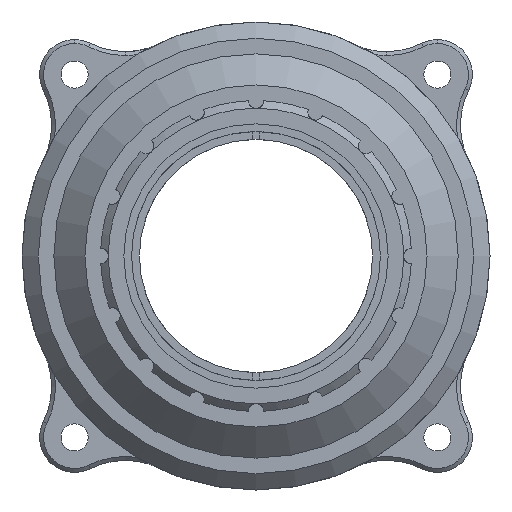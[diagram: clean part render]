
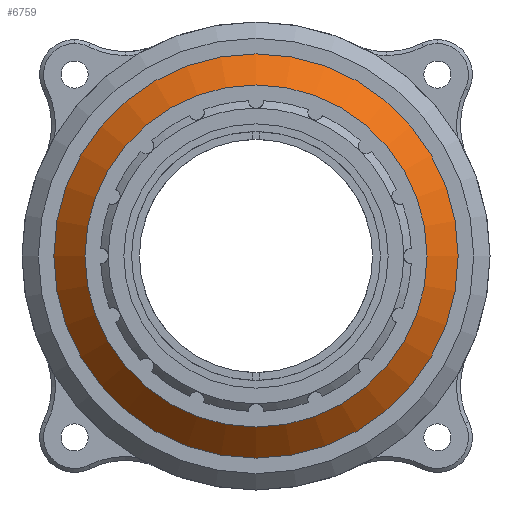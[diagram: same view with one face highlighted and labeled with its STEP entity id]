
A CAD part, front view. The second image highlights one B-rep face of the part: STEP entity #6759.
In plain terms, the highlighted conical face has half-angle 45 degrees and reference radius 22 mm.
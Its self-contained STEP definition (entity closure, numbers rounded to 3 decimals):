
#6401=CARTESIAN_POINT('',(0.,-16.,26.));
#6402=VERTEX_POINT('',#6401);
#6409=CARTESIAN_POINT('',(0.,-16.,-26.));
#6410=VERTEX_POINT('',#6409);
#6411=CARTESIAN_POINT('',(0.,-16.,0.));
#6412=DIRECTION('',(-0.,1.,-0.));
#6413=DIRECTION('',(-0.,-0.,-1.));
#6414=AXIS2_PLACEMENT_3D('',#6411,#6412,#6413);
#6415=CIRCLE('',#6414,26.);
#6416=EDGE_CURVE('',#6402,#6410,#6415,.T.);
#6418=CARTESIAN_POINT('',(0.,-16.,0.));
#6419=DIRECTION('',(-0.,1.,-0.));
#6420=DIRECTION('',(-0.,-0.,-1.));
#6421=AXIS2_PLACEMENT_3D('',#6418,#6419,#6420);
#6422=CIRCLE('',#6421,26.);
#6423=EDGE_CURVE('',#6410,#6402,#6422,.T.);
#6629=CARTESIAN_POINT('',(0.,-20.,-22.));
#6630=VERTEX_POINT('',#6629);
#6631=CARTESIAN_POINT('',(0.,-20.,22.));
#6632=VERTEX_POINT('',#6631);
#6633=CARTESIAN_POINT('',(0.,-20.,0.));
#6634=DIRECTION('',(0.,-1.,0.));
#6635=DIRECTION('',(-0.,-0.,-1.));
#6636=AXIS2_PLACEMENT_3D('',#6633,#6634,#6635);
#6637=CIRCLE('',#6636,22.);
#6638=EDGE_CURVE('',#6630,#6632,#6637,.T.);
#6640=CARTESIAN_POINT('',(0.,-20.,0.));
#6641=DIRECTION('',(0.,-1.,0.));
#6642=DIRECTION('',(-0.,-0.,-1.));
#6643=AXIS2_PLACEMENT_3D('',#6640,#6641,#6642);
#6644=CIRCLE('',#6643,22.);
#6645=EDGE_CURVE('',#6632,#6630,#6644,.T.);
#6741=CARTESIAN_POINT('',(0.,-20.,0.));
#6742=DIRECTION('',(-0.,1.,-0.));
#6743=DIRECTION('',(0.,0.,1.));
#6744=AXIS2_PLACEMENT_3D('',#6741,#6742,#6743);
#6745=CONICAL_SURFACE('',#6744,22.,45.);
#6746=CARTESIAN_POINT('',(0.,-16.,26.));
#6747=DIRECTION('',(0.,-0.707,-0.707));
#6748=VECTOR('',#6747,5.657);
#6749=LINE('',#6746,#6748);
#6750=EDGE_CURVE('',#6402,#6632,#6749,.T.);
#6751=ORIENTED_EDGE('',*,*,#6750,.T.);
#6752=ORIENTED_EDGE('',*,*,#6638,.F.);
#6753=ORIENTED_EDGE('',*,*,#6645,.F.);
#6754=ORIENTED_EDGE('',*,*,#6750,.F.);
#6755=ORIENTED_EDGE('',*,*,#6423,.F.);
#6756=ORIENTED_EDGE('',*,*,#6416,.F.);
#6757=EDGE_LOOP('',(#6751,#6752,#6753,#6754,#6755,#6756));
#6758=FACE_BOUND('',#6757,.T.);
#6759=ADVANCED_FACE('',(#6758),#6745,.T.);
